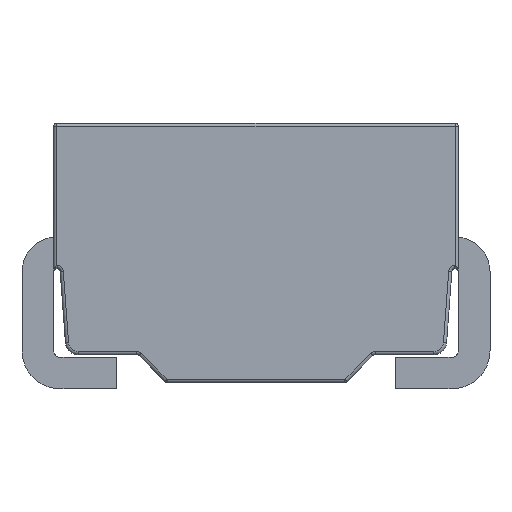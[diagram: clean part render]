
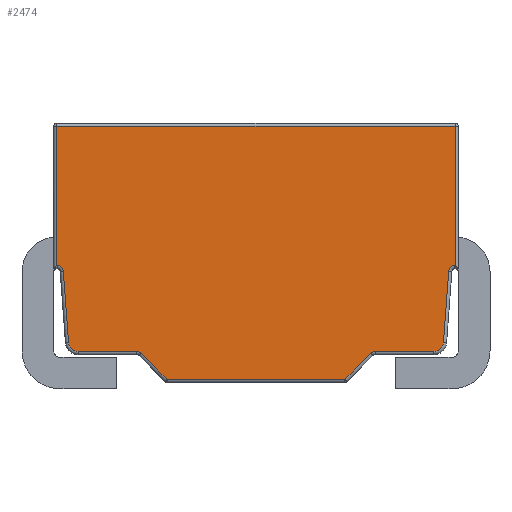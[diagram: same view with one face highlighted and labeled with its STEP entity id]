
A CAD part, front view. The second image highlights one B-rep face of the part: STEP entity #2474.
In plain terms, the highlighted planar face has unit normal (0, -1, 0).
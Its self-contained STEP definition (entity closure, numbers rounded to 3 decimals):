
#113=CIRCLE('',#2586,0.05);
#125=CIRCLE('',#2602,0.05);
#129=CIRCLE('',#2608,0.05);
#145=CIRCLE('',#2630,0.05);
#149=CIRCLE('',#2636,0.075);
#179=CIRCLE('',#2706,0.075);
#313=FACE_OUTER_BOUND('',#456,.T.);
#456=EDGE_LOOP('',(#1882,#1883,#1884,#1885,#1886,#1887,#1888,#1889,#1890,
#1891,#1892,#1893,#1894,#1895,#1896,#1897,#1898,#1899));
#558=LINE('',#3691,#777);
#562=LINE('',#3733,#781);
#568=LINE('',#3790,#787);
#570=LINE('',#3799,#789);
#573=LINE('',#3811,#792);
#576=LINE('',#3873,#795);
#578=LINE('',#3878,#797);
#596=LINE('',#3955,#815);
#601=LINE('',#3963,#820);
#611=LINE('',#3990,#830);
#613=LINE('',#3999,#832);
#621=LINE('',#4011,#840);
#777=VECTOR('',#2935,10.);
#781=VECTOR('',#2983,10.);
#787=VECTOR('',#3047,10.);
#789=VECTOR('',#3059,10.);
#792=VECTOR('',#3072,10.);
#795=VECTOR('',#3115,10.);
#797=VECTOR('',#3121,10.);
#815=VECTOR('',#3187,10.);
#820=VECTOR('',#3198,10.);
#830=VECTOR('',#3230,10.);
#832=VECTOR('',#3242,10.);
#840=VECTOR('',#3258,10.);
#986=VERTEX_POINT('',#3663);
#994=VERTEX_POINT('',#3682);
#998=VERTEX_POINT('',#3697);
#999=VERTEX_POINT('',#3699);
#1010=VERTEX_POINT('',#3727);
#1011=VERTEX_POINT('',#3729);
#1014=VERTEX_POINT('',#3739);
#1015=VERTEX_POINT('',#3741);
#1030=VERTEX_POINT('',#3781);
#1031=VERTEX_POINT('',#3783);
#1033=VERTEX_POINT('',#3788);
#1035=VERTEX_POINT('',#3794);
#1036=VERTEX_POINT('',#3802);
#1039=VERTEX_POINT('',#3810);
#1052=VERTEX_POINT('',#3868);
#1053=VERTEX_POINT('',#3872);
#1070=VERTEX_POINT('',#3988);
#1072=VERTEX_POINT('',#3994);
#1221=EDGE_CURVE('',#986,#994,#558,.T.);
#1225=EDGE_CURVE('',#998,#999,#113,.T.);
#1239=EDGE_CURVE('',#1010,#1011,#125,.T.);
#1241=EDGE_CURVE('',#994,#1010,#562,.T.);
#1245=EDGE_CURVE('',#1014,#1015,#129,.T.);
#1265=EDGE_CURVE('',#1030,#1031,#145,.T.);
#1268=EDGE_CURVE('',#1033,#1030,#568,.T.);
#1271=EDGE_CURVE('',#1035,#1033,#149,.T.);
#1273=EDGE_CURVE('',#1011,#1035,#570,.T.);
#1279=EDGE_CURVE('',#1036,#1039,#573,.T.);
#1297=EDGE_CURVE('',#1053,#1052,#576,.T.);
#1300=EDGE_CURVE('',#1052,#1036,#578,.T.);
#1329=EDGE_CURVE('',#1031,#1053,#596,.T.);
#1334=EDGE_CURVE('',#1039,#1014,#601,.T.);
#1349=EDGE_CURVE('',#1070,#998,#611,.T.);
#1352=EDGE_CURVE('',#1072,#1070,#179,.T.);
#1354=EDGE_CURVE('',#1015,#1072,#613,.T.);
#1362=EDGE_CURVE('',#999,#986,#621,.T.);
#1882=ORIENTED_EDGE('',*,*,#1297,.F.);
#1883=ORIENTED_EDGE('',*,*,#1329,.F.);
#1884=ORIENTED_EDGE('',*,*,#1265,.F.);
#1885=ORIENTED_EDGE('',*,*,#1268,.F.);
#1886=ORIENTED_EDGE('',*,*,#1271,.F.);
#1887=ORIENTED_EDGE('',*,*,#1273,.F.);
#1888=ORIENTED_EDGE('',*,*,#1239,.F.);
#1889=ORIENTED_EDGE('',*,*,#1241,.F.);
#1890=ORIENTED_EDGE('',*,*,#1221,.F.);
#1891=ORIENTED_EDGE('',*,*,#1362,.F.);
#1892=ORIENTED_EDGE('',*,*,#1225,.F.);
#1893=ORIENTED_EDGE('',*,*,#1349,.F.);
#1894=ORIENTED_EDGE('',*,*,#1352,.F.);
#1895=ORIENTED_EDGE('',*,*,#1354,.F.);
#1896=ORIENTED_EDGE('',*,*,#1245,.F.);
#1897=ORIENTED_EDGE('',*,*,#1334,.F.);
#1898=ORIENTED_EDGE('',*,*,#1279,.F.);
#1899=ORIENTED_EDGE('',*,*,#1300,.F.);
#2219=PLANE('',#2722);
#2474=ADVANCED_FACE('',(#313),#2219,.T.);
#2586=AXIS2_PLACEMENT_3D('',#3700,#2943,#2944);
#2602=AXIS2_PLACEMENT_3D('',#3730,#2977,#2978);
#2608=AXIS2_PLACEMENT_3D('',#3742,#2991,#2992);
#2630=AXIS2_PLACEMENT_3D('',#3784,#3039,#3040);
#2636=AXIS2_PLACEMENT_3D('',#3796,#3053,#3054);
#2706=AXIS2_PLACEMENT_3D('',#3996,#3236,#3237);
#2722=AXIS2_PLACEMENT_3D('',#4062,#3302,#3303);
#2935=DIRECTION('',(-1.,0.,0.));
#2943=DIRECTION('center_axis',(0.,-1.,0.));
#2944=DIRECTION('ref_axis',(-0.383,0.,0.924));
#2977=DIRECTION('center_axis',(0.,-1.,0.));
#2978=DIRECTION('ref_axis',(0.383,0.,0.924));
#2983=DIRECTION('',(-0.707,0.,0.707));
#2991=DIRECTION('center_axis',(0.,-1.,0.));
#2992=DIRECTION('ref_axis',(-0.681,0.,0.733));
#3039=DIRECTION('center_axis',(0.,-1.,0.));
#3040=DIRECTION('ref_axis',(0.681,0.,0.733));
#3047=DIRECTION('',(-0.073,0.,0.997));
#3053=DIRECTION('center_axis',(0.,1.,0.));
#3054=DIRECTION('ref_axis',(-0.681,0.,-0.733));
#3059=DIRECTION('',(-1.,0.,0.));
#3072=DIRECTION('',(0.,0.,-1.));
#3115=DIRECTION('',(0.,0.,1.));
#3121=DIRECTION('',(1.,0.,0.));
#3187=DIRECTION('',(-1.,0.,0.));
#3198=DIRECTION('',(-1.,0.,0.));
#3230=DIRECTION('',(-1.,0.,0.));
#3236=DIRECTION('center_axis',(0.,1.,0.));
#3237=DIRECTION('ref_axis',(0.681,0.,-0.733));
#3242=DIRECTION('',(-0.073,0.,-0.997));
#3258=DIRECTION('',(-0.707,0.,-0.707));
#3302=DIRECTION('center_axis',(0.,-1.,0.));
#3303=DIRECTION('ref_axis',(1.,0.,0.));
#3663=CARTESIAN_POINT('',(0.702,-1.4,0.075));
#3682=CARTESIAN_POINT('',(-0.702,-1.4,0.075));
#3691=CARTESIAN_POINT('',(-1.156,-1.4,0.075));
#3697=CARTESIAN_POINT('',(0.943,-1.4,0.295));
#3699=CARTESIAN_POINT('',(0.908,-1.4,0.28));
#3700=CARTESIAN_POINT('Origin',(0.943,-1.4,0.245));
#3727=CARTESIAN_POINT('',(-0.908,-1.4,0.28));
#3729=CARTESIAN_POINT('',(-0.943,-1.4,0.295));
#3730=CARTESIAN_POINT('Origin',(-0.943,-1.4,0.245));
#3733=CARTESIAN_POINT('',(-1.014,-1.4,0.387));
#3739=CARTESIAN_POINT('',(1.573,-1.4,0.975));
#3741=CARTESIAN_POINT('',(1.523,-1.4,0.929));
#3742=CARTESIAN_POINT('Origin',(1.573,-1.4,0.925));
#3781=CARTESIAN_POINT('',(-1.523,-1.4,0.929));
#3783=CARTESIAN_POINT('',(-1.573,-1.4,0.975));
#3784=CARTESIAN_POINT('Origin',(-1.573,-1.4,0.925));
#3788=CARTESIAN_POINT('',(-1.482,-1.4,0.365));
#3790=CARTESIAN_POINT('',(-1.49,-1.4,0.481));
#3794=CARTESIAN_POINT('',(-1.407,-1.4,0.295));
#3796=CARTESIAN_POINT('Origin',(-1.407,-1.4,0.37));
#3799=CARTESIAN_POINT('',(-1.55,-1.4,0.295));
#3802=CARTESIAN_POINT('',(1.575,-1.4,2.075));
#3810=CARTESIAN_POINT('',(1.575,-1.4,0.975));
#3811=CARTESIAN_POINT('',(1.575,-1.4,0.));
#3868=CARTESIAN_POINT('',(-1.575,-1.4,2.075));
#3872=CARTESIAN_POINT('',(-1.575,-1.4,0.975));
#3873=CARTESIAN_POINT('',(-1.575,-1.4,0.));
#3878=CARTESIAN_POINT('',(-0.8,-1.4,2.075));
#3955=CARTESIAN_POINT('',(-1.6,-1.4,0.975));
#3963=CARTESIAN_POINT('',(-0.025,-1.4,0.975));
#3988=CARTESIAN_POINT('',(1.407,-1.4,0.295));
#3990=CARTESIAN_POINT('',(-0.334,-1.4,0.295));
#3994=CARTESIAN_POINT('',(1.482,-1.4,0.365));
#3996=CARTESIAN_POINT('Origin',(1.407,-1.4,0.37));
#3999=CARTESIAN_POINT('',(1.457,-1.4,0.024));
#4011=CARTESIAN_POINT('',(0.079,-1.4,-0.548));
#4062=CARTESIAN_POINT('Origin',(-1.6,-1.4,0.));
